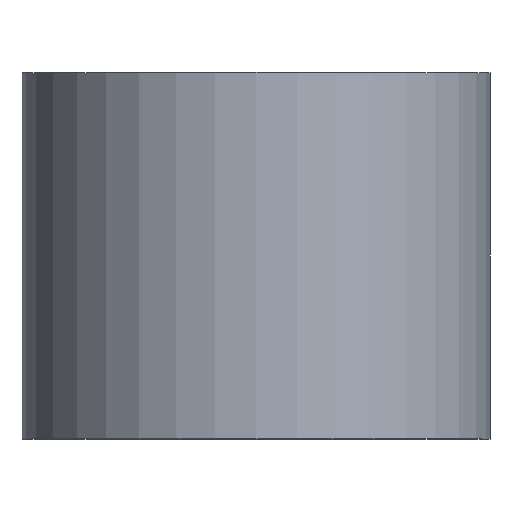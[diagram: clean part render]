
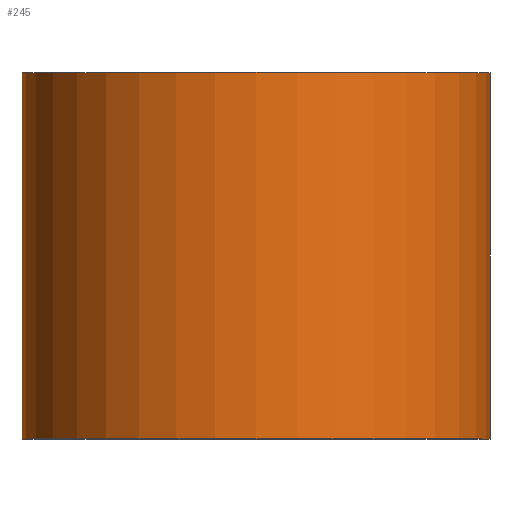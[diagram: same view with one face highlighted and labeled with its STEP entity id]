
A CAD part, top view. The second image highlights one B-rep face of the part: STEP entity #245.
In plain terms, the highlighted cylindrical face has radius 4 mm (diameter 8 mm), a full revolution.
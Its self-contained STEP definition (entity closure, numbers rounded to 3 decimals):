
#23=CYLINDRICAL_SURFACE('',#295,4.);
#43=LINE('',#444,#60);
#60=VECTOR('',#371,4.);
#79=FACE_OUTER_BOUND('',#94,.T.);
#94=EDGE_LOOP('',(#217,#218,#219,#220));
#112=CIRCLE('',#296,4.);
#113=CIRCLE('',#297,4.);
#134=VERTEX_POINT('',#441);
#135=VERTEX_POINT('',#443);
#165=EDGE_CURVE('',#134,#134,#112,.T.);
#166=EDGE_CURVE('',#134,#135,#43,.T.);
#167=EDGE_CURVE('',#135,#135,#113,.T.);
#217=ORIENTED_EDGE('',*,*,#165,.F.);
#218=ORIENTED_EDGE('',*,*,#166,.T.);
#219=ORIENTED_EDGE('',*,*,#167,.T.);
#220=ORIENTED_EDGE('',*,*,#166,.F.);
#245=ADVANCED_FACE('',(#79),#23,.T.);
#295=AXIS2_PLACEMENT_3D('',#440,#367,#368);
#296=AXIS2_PLACEMENT_3D('',#442,#369,#370);
#297=AXIS2_PLACEMENT_3D('',#445,#372,#373);
#367=DIRECTION('center_axis',(0.,1.,0.));
#368=DIRECTION('ref_axis',(-1.,0.,0.));
#369=DIRECTION('center_axis',(0.,1.,0.));
#370=DIRECTION('ref_axis',(-1.,0.,0.));
#371=DIRECTION('',(0.,-1.,0.));
#372=DIRECTION('center_axis',(0.,1.,0.));
#373=DIRECTION('ref_axis',(-1.,0.,0.));
#440=CARTESIAN_POINT('Origin',(0.,0.,0.));
#441=CARTESIAN_POINT('',(4.,6.26,0.));
#442=CARTESIAN_POINT('Origin',(0.,6.26,0.));
#443=CARTESIAN_POINT('',(4.,0.,0.));
#444=CARTESIAN_POINT('',(4.,0.,0.));
#445=CARTESIAN_POINT('Origin',(0.,0.,0.));
